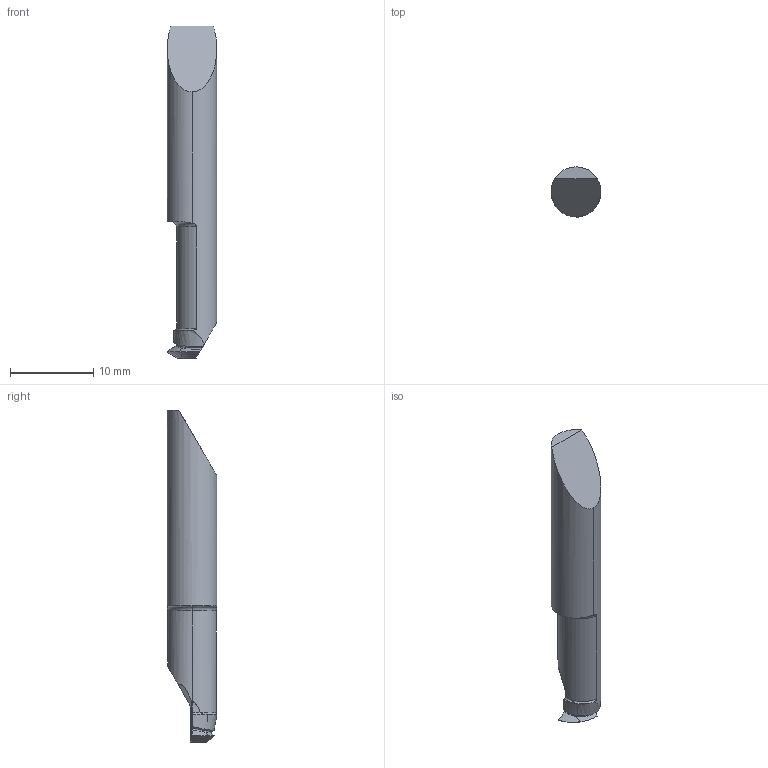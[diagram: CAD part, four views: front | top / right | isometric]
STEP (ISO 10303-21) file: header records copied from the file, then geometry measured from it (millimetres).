
FILE_DESCRIPTION(/* description */ (''),/* implementation_level */ '2;1');
FILE_NAME(/* name */ '1603711131567.stp',/* time_stamp */ '2020-10-26T16:48:59+05:00',/* author */ (''),/* organization */ ('SMS'),/* preprocessor_version */ 'ST-DEVELOPER v16.7',/* originating_system */ 'SIEMENS PLM Software NX 12.0',/* authorisation */ '');
FILE_SCHEMA (('AUTOMOTIVE_DESIGN { 1 0 10303 214 3 1 1 1 }'));
Length unit declared in the file: millimetre
Products named in the file (1): 203205664mod000_00
Bounding box: 6 x 6 x 40 mm (x, y, z)
Volume: 863.8 mm3; surface area: 711.8 mm2
Topology: 2 solids, 2 shells, 40 faces, 106 edges, 74 vertices
Faces by surface type: plane 14, bspline 10, cylinder 8, torus 7, cone 1
Entity records: 1697 total; most frequent: CARTESIAN_POINT 761, ORIENTED_EDGE 210, DIRECTION 147, EDGE_CURVE 105, VERTEX_POINT 69, AXIS2_PLACEMENT_3D 61, B_SPLINE_CURVE_WITH_KNOTS 45, ADVANCED_FACE 40
